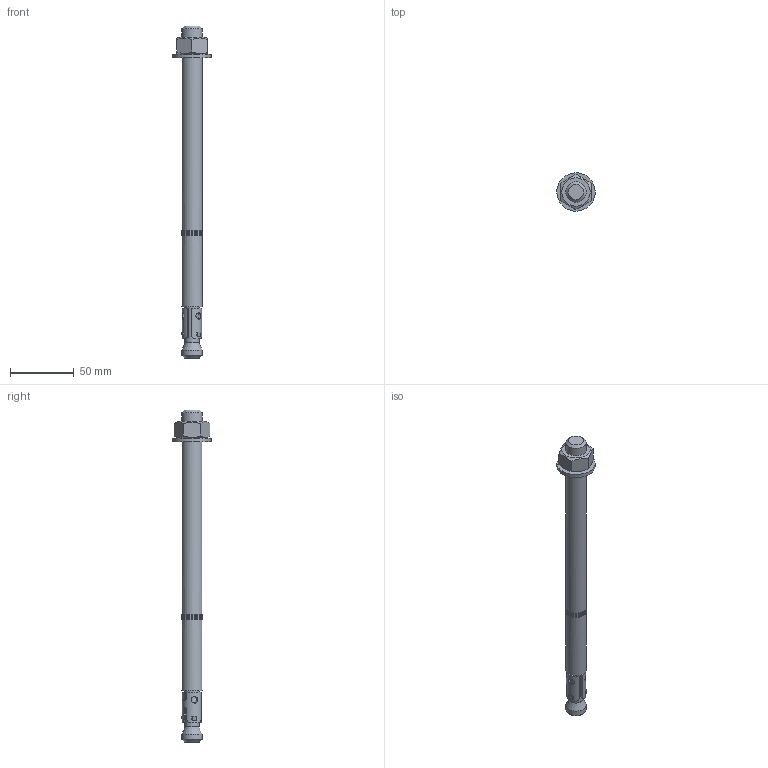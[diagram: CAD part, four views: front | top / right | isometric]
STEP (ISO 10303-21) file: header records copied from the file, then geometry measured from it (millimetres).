
FILE_DESCRIPTION((''),'2;1');
FILE_NAME('116737.stp','2010-09-13T10:04:57',('DMK009'),(''),'Autodesk Inventor 2010','Autodesk Inventor 2010','');
FILE_SCHEMA(('AUTOMOTIVE_DESIGN { 1 0 10303 214 1 1 1 1 }'));
Length unit declared in the file: millimetre
Products named in the file (1): 116737
Bounding box: 29.96 x 29.96 x 260 mm (x, y, z)
Volume: 55211.7 mm3; surface area: 17002.2 mm2
Topology: 2 solids, 2 shells, 206 faces, 505 edges, 334 vertices
Faces by surface type: plane 167, cylinder 16, bspline 15, cone 8
Full cylindrical faces by diameter (mm): 11 x1, 16 x3, 30 x1
Entity records: 6826 total; most frequent: CARTESIAN_POINT 2088, ORIENTED_EDGE 978, DIRECTION 890, EDGE_CURVE 489, VERTEX_POINT 330, VECTOR 312, LINE 312, AXIS2_PLACEMENT_3D 289
